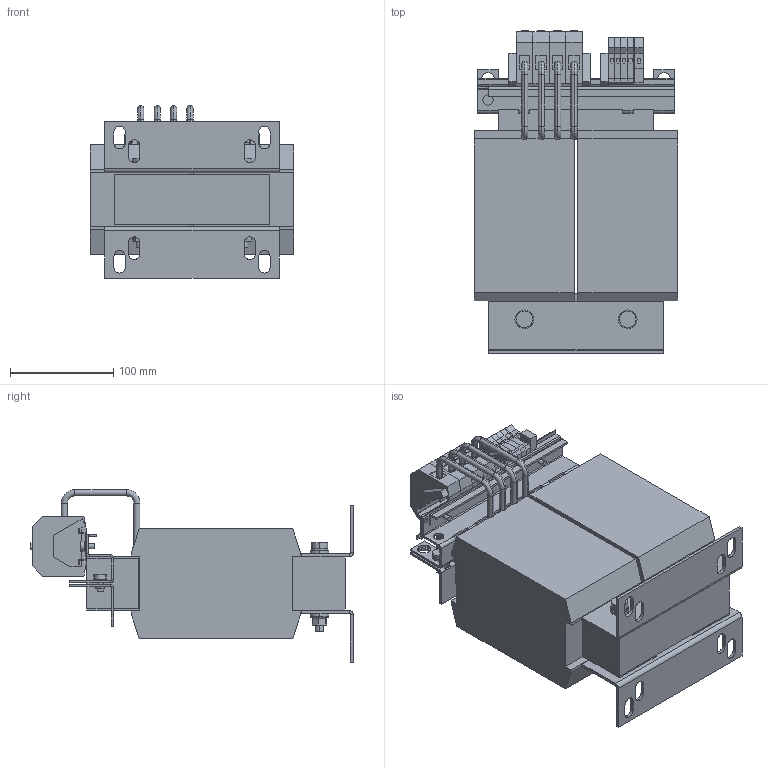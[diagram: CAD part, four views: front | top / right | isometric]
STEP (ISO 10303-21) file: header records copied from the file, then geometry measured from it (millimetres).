
FILE_DESCRIPTION (( 'STEP AP214' ), '1' );
FILE_NAME ('207595.STEP', '2023-03-28T10:45:37', ( '' ), ( '' ), 'SwSTEP 2.0', 'SolidWorks 2018', '' );
FILE_SCHEMA (( 'AUTOMOTIVE_DESIGN' ));
Length unit declared in the file: millimetre
Products named in the file (1): 207595
Bounding box: 196.3 x 312.3 x 166.8 mm (x, y, z)
Volume: 4329434.1 mm3; surface area: 351192.2 mm2
Topology: 1 solids, 1 shells, 893 faces, 2231 edges, 1387 vertices
Faces by surface type: plane 652, cylinder 217, torus 20, cone 4
Entity records: 26331 total; most frequent: CARTESIAN_POINT 4646, DIRECTION 4469, ORIENTED_EDGE 4462, EDGE_CURVE 2231, VECTOR 1729, LINE 1729, VERTEX_POINT 1387, AXIS2_PLACEMENT_3D 1370
